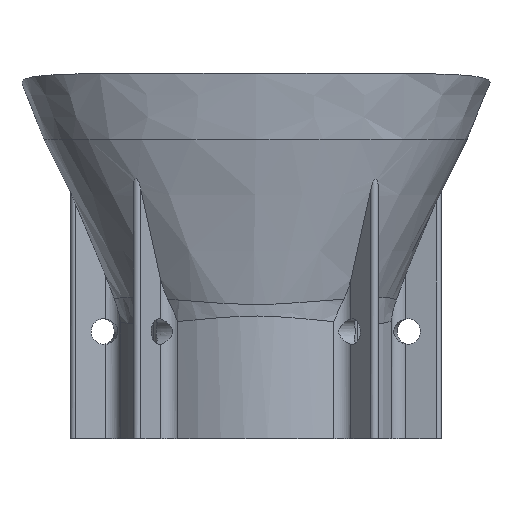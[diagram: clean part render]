
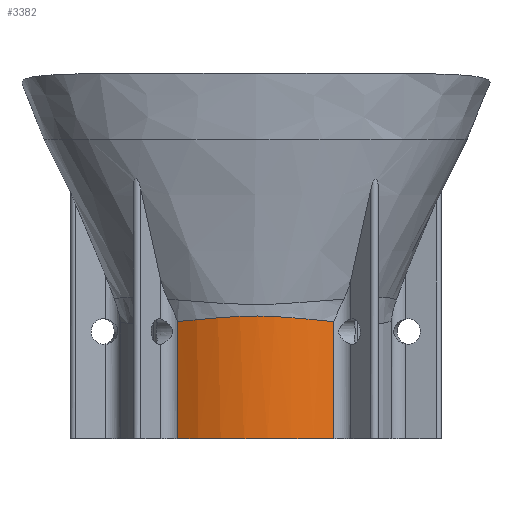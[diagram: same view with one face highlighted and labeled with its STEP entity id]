
A CAD part, front view. The second image highlights one B-rep face of the part: STEP entity #3382.
In plain terms, the highlighted cylindrical face has radius 33 mm (diameter 66 mm), a partial arc.
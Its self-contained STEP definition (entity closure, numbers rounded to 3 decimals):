
#180=CIRCLE('',#3563,33.);
#321=FACE_OUTER_BOUND('',#494,.T.);
#494=EDGE_LOOP('',(#2632,#2633,#2634,#2635));
#672=B_SPLINE_CURVE_WITH_KNOTS('',3,(#6031,#6032,#6033,#6034,#6035,#6036,
#6037,#6038,#6039,#6040),.UNSPECIFIED.,.F.,.F.,(4,1,1,2,1,1,4),(-2.079,
-2.01,-1.885,-1.51,-1.247,
-1.115,-0.908),.UNSPECIFIED.);
#978=LINE('',#5984,#1217);
#981=LINE('',#6042,#1220);
#1217=VECTOR('',#4019,10.);
#1220=VECTOR('',#4026,10.);
#1481=VERTEX_POINT('',#5973);
#1483=VERTEX_POINT('',#5983);
#1489=VERTEX_POINT('',#6030);
#1490=VERTEX_POINT('',#6041);
#1930=EDGE_CURVE('',#1481,#1483,#978,.T.);
#1937=EDGE_CURVE('',#1489,#1481,#672,.T.);
#1938=EDGE_CURVE('',#1490,#1489,#981,.T.);
#1939=EDGE_CURVE('',#1490,#1483,#180,.T.);
#2632=ORIENTED_EDGE('',*,*,#1930,.F.);
#2633=ORIENTED_EDGE('',*,*,#1937,.F.);
#2634=ORIENTED_EDGE('',*,*,#1938,.F.);
#2635=ORIENTED_EDGE('',*,*,#1939,.T.);
#3246=CYLINDRICAL_SURFACE('',#3562,33.);
#3382=ADVANCED_FACE('',(#321),#3246,.T.);
#3562=AXIS2_PLACEMENT_3D('',#6029,#4024,#4025);
#3563=AXIS2_PLACEMENT_3D('',#6043,#4027,#4028);
#4019=DIRECTION('',(0.,0.,-1.));
#4024=DIRECTION('center_axis',(0.,0.,1.));
#4025=DIRECTION('ref_axis',(1.,0.,0.));
#4026=DIRECTION('',(0.,0.,1.));
#4027=DIRECTION('center_axis',(0.,0.,1.));
#4028=DIRECTION('ref_axis',(1.,0.,0.));
#5973=CARTESIAN_POINT('',(18.272,-27.48,27.346));
#5983=CARTESIAN_POINT('',(18.272,-27.48,0.));
#5984=CARTESIAN_POINT('',(18.272,-27.48,0.));
#6029=CARTESIAN_POINT('Origin',(0.,0.,0.));
#6030=CARTESIAN_POINT('',(-18.272,-27.48,27.344));
#6031=CARTESIAN_POINT('Ctrl Pts',(-18.272,-27.48,27.345));
#6032=CARTESIAN_POINT('Ctrl Pts',(-17.643,-27.898,27.403));
#6033=CARTESIAN_POINT('Ctrl Pts',(-15.834,-29.014,27.576));
#6034=CARTESIAN_POINT('Ctrl Pts',(-10.162,-31.792,28.123));
#6035=CARTESIAN_POINT('Ctrl Pts',(-4.696,-32.927,28.63));
#6036=CARTESIAN_POINT('Ctrl Pts',(2.381,-33.043,28.67));
#6037=CARTESIAN_POINT('Ctrl Pts',(6.71,-32.541,28.403));
#6038=CARTESIAN_POINT('Ctrl Pts',(13.063,-30.481,27.834));
#6039=CARTESIAN_POINT('Ctrl Pts',(16.379,-28.739,27.514));
#6040=CARTESIAN_POINT('Ctrl Pts',(18.272,-27.48,27.346));
#6041=CARTESIAN_POINT('',(-18.272,-27.48,0.));
#6042=CARTESIAN_POINT('',(-18.272,-27.48,0.));
#6043=CARTESIAN_POINT('Origin',(0.,0.,0.));
